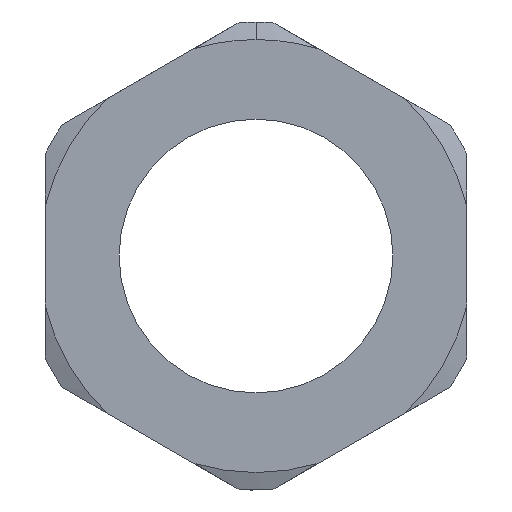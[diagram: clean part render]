
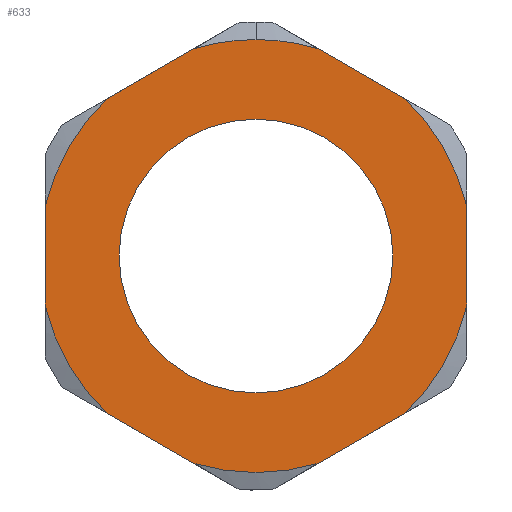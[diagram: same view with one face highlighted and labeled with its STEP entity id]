
A CAD part, front view. The second image highlights one B-rep face of the part: STEP entity #633.
In plain terms, the highlighted planar face has unit normal (0, -1, 0).
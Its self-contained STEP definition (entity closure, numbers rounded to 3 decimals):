
#1 = CARTESIAN_POINT ( 'NONE',  ( -18., -6., 10.392 ) ) ;
#3 = VERTEX_POINT ( 'NONE', #456 ) ;
#10 = DIRECTION ( 'NONE',  ( 0., 1., 0. ) ) ;
#14 = LINE ( 'NONE', #317, #549 ) ;
#17 = ORIENTED_EDGE ( 'NONE', *, *, #18, .F. ) ;
#18 = EDGE_CURVE ( 'NONE', #475, #113, #765, .T. ) ;
#32 = DIRECTION ( 'NONE',  ( 0., 0., 1. ) ) ;
#47 = LINE ( 'NONE', #356, #143 ) ;
#53 = VERTEX_POINT ( 'NONE', #314 ) ;
#65 = CARTESIAN_POINT ( 'NONE',  ( -12.7, -6., 13.452 ) ) ;
#66 = VECTOR ( 'NONE', #90, 1000. ) ;
#72 = CARTESIAN_POINT ( 'NONE',  ( 12.7, -6., -13.452 ) ) ;
#82 = PLANE ( 'NONE',  #112 ) ;
#84 = AXIS2_PLACEMENT_3D ( 'NONE', #240, #392, #537 ) ;
#86 = AXIS2_PLACEMENT_3D ( 'NONE', #230, #146, #600 ) ;
#88 = ORIENTED_EDGE ( 'NONE', *, *, #743, .T. ) ;
#90 = DIRECTION ( 'NONE',  ( 0.866, 0., 0.5 ) ) ;
#97 = CARTESIAN_POINT ( 'NONE',  ( 5.3, -6., -17.724 ) ) ;
#101 = DIRECTION ( 'NONE',  ( 0., 1., 0. ) ) ;
#108 = VERTEX_POINT ( 'NONE', #408 ) ;
#111 = CARTESIAN_POINT ( 'NONE',  ( 0., -6., 0. ) ) ;
#112 = AXIS2_PLACEMENT_3D ( 'NONE', #744, #10, #825 ) ;
#113 = VERTEX_POINT ( 'NONE', #875 ) ;
#120 = DIRECTION ( 'NONE',  ( 0., 0., -1. ) ) ;
#143 = VECTOR ( 'NONE', #120, 1000. ) ;
#146 = DIRECTION ( 'NONE',  ( 0., 1., 0. ) ) ;
#149 = EDGE_CURVE ( 'NONE', #948, #185, #682, .T. ) ;
#153 = DIRECTION ( 'NONE',  ( -0.866, 0., 0.5 ) ) ;
#166 = DIRECTION ( 'NONE',  ( 0., 0., 1. ) ) ;
#170 = DIRECTION ( 'NONE',  ( 0., 1., 0. ) ) ;
#183 = EDGE_CURVE ( 'NONE', #247, #948, #450, .T. ) ;
#185 = VERTEX_POINT ( 'NONE', #373 ) ;
#191 = ORIENTED_EDGE ( 'NONE', *, *, #838, .F. ) ;
#211 = FACE_BOUND ( 'NONE', #573, .T. ) ;
#217 = CARTESIAN_POINT ( 'NONE',  ( -5.3, -6., 17.724 ) ) ;
#223 = AXIS2_PLACEMENT_3D ( 'NONE', #517, #973, #820 ) ;
#227 = ORIENTED_EDGE ( 'NONE', *, *, #149, .F. ) ;
#228 = LINE ( 'NONE', #831, #538 ) ;
#230 = CARTESIAN_POINT ( 'NONE',  ( 0., -6., 0. ) ) ;
#233 = EDGE_CURVE ( 'NONE', #53, #910, #370, .T. ) ;
#238 = CIRCLE ( 'NONE', #803, 18.5 ) ;
#240 = CARTESIAN_POINT ( 'NONE',  ( 0., -6., 0. ) ) ;
#242 = CARTESIAN_POINT ( 'NONE',  ( 0., -6., 11.7 ) ) ;
#247 = VERTEX_POINT ( 'NONE', #65 ) ;
#263 = CARTESIAN_POINT ( 'NONE',  ( -5.3, -6., -17.724 ) ) ;
#270 = CARTESIAN_POINT ( 'NONE',  ( 5.3, -6., 17.724 ) ) ;
#291 = AXIS2_PLACEMENT_3D ( 'NONE', #895, #375, #683 ) ;
#297 = EDGE_LOOP ( 'NONE', ( #784, #17, #620, #227, #959, #191, #613, #869, #398, #609, #396, #718, #667 ) ) ;
#314 = CARTESIAN_POINT ( 'NONE',  ( 18., -6., -4.272 ) ) ;
#317 = CARTESIAN_POINT ( 'NONE',  ( 18., -6., -10.392 ) ) ;
#325 = VECTOR ( 'NONE', #866, 1000. ) ;
#331 = VERTEX_POINT ( 'NONE', #242 ) ;
#354 = VERTEX_POINT ( 'NONE', #480 ) ;
#355 = AXIS2_PLACEMENT_3D ( 'NONE', #111, #563, #937 ) ;
#356 = CARTESIAN_POINT ( 'NONE',  ( 18., -6., 10.392 ) ) ;
#364 = CARTESIAN_POINT ( 'NONE',  ( -18., -6., 4.272 ) ) ;
#370 = CIRCLE ( 'NONE', #86, 18.5 ) ;
#373 = CARTESIAN_POINT ( 'NONE',  ( 0., -6., 18.5 ) ) ;
#375 = DIRECTION ( 'NONE',  ( 0., 1., 0. ) ) ;
#382 = EDGE_CURVE ( 'NONE', #439, #399, #551, .T. ) ;
#392 = DIRECTION ( 'NONE',  ( 0., 1., 0. ) ) ;
#396 = ORIENTED_EDGE ( 'NONE', *, *, #766, .F. ) ;
#397 = DIRECTION ( 'NONE',  ( 0., 0., 1. ) ) ;
#398 = ORIENTED_EDGE ( 'NONE', *, *, #720, .F. ) ;
#399 = VERTEX_POINT ( 'NONE', #263 ) ;
#400 = EDGE_CURVE ( 'NONE', #185, #475, #679, .T. ) ;
#408 = CARTESIAN_POINT ( 'NONE',  ( 18., -6., 4.272 ) ) ;
#435 = LINE ( 'NONE', #560, #325 ) ;
#439 = VERTEX_POINT ( 'NONE', #97 ) ;
#450 = LINE ( 'NONE', #1, #66 ) ;
#456 = CARTESIAN_POINT ( 'NONE',  ( -12.7, -6., -13.452 ) ) ;
#465 = ORIENTED_EDGE ( 'NONE', *, *, #945, .T. ) ;
#475 = VERTEX_POINT ( 'NONE', #270 ) ;
#480 = CARTESIAN_POINT ( 'NONE',  ( -18., -6., -4.272 ) ) ;
#488 = EDGE_CURVE ( 'NONE', #108, #53, #47, .T. ) ;
#517 = CARTESIAN_POINT ( 'NONE',  ( 0., -6., 0. ) ) ;
#521 = FACE_OUTER_BOUND ( 'NONE', #297, .T. ) ;
#537 = DIRECTION ( 'NONE',  ( 0., 0., 1. ) ) ;
#538 = VECTOR ( 'NONE', #153, 1000. ) ;
#549 = VECTOR ( 'NONE', #611, 1000. ) ;
#551 = CIRCLE ( 'NONE', #721, 18.5 ) ;
#552 = CARTESIAN_POINT ( 'NONE',  ( 0., -6., 0. ) ) ;
#560 = CARTESIAN_POINT ( 'NONE',  ( -18., -6., -10.392 ) ) ;
#562 = DIRECTION ( 'NONE',  ( 0., 1., 0. ) ) ;
#563 = DIRECTION ( 'NONE',  ( 0., 1., 0. ) ) ;
#573 = EDGE_LOOP ( 'NONE', ( #88, #465 ) ) ;
#577 = EDGE_CURVE ( 'NONE', #354, #954, #435, .T. ) ;
#600 = DIRECTION ( 'NONE',  ( 0., 0., 1. ) ) ;
#609 = ORIENTED_EDGE ( 'NONE', *, *, #382, .F. ) ;
#611 = DIRECTION ( 'NONE',  ( -0.866, 0., -0.5 ) ) ;
#613 = ORIENTED_EDGE ( 'NONE', *, *, #577, .F. ) ;
#620 = ORIENTED_EDGE ( 'NONE', *, *, #400, .F. ) ;
#626 = EDGE_CURVE ( 'NONE', #3, #354, #841, .T. ) ;
#630 = VECTOR ( 'NONE', #699, 1000. ) ;
#633 = ADVANCED_FACE ( 'NONE', ( #211, #521 ), #82, .F. ) ;
#635 = CARTESIAN_POINT ( 'NONE',  ( 0., -6., 0. ) ) ;
#640 = DIRECTION ( 'NONE',  ( 0., 0., 1. ) ) ;
#661 = CIRCLE ( 'NONE', #84, 11.7 ) ;
#667 = ORIENTED_EDGE ( 'NONE', *, *, #488, .F. ) ;
#679 = CIRCLE ( 'NONE', #805, 18.5 ) ;
#680 = CARTESIAN_POINT ( 'NONE',  ( 0., -6., 20.785 ) ) ;
#682 = CIRCLE ( 'NONE', #355, 18.5 ) ;
#683 = DIRECTION ( 'NONE',  ( 0., 0., 1. ) ) ;
#688 = CARTESIAN_POINT ( 'NONE',  ( 0., -6., 0. ) ) ;
#699 = DIRECTION ( 'NONE',  ( 0.866, 0., -0.5 ) ) ;
#708 = CIRCLE ( 'NONE', #756, 18.5 ) ;
#718 = ORIENTED_EDGE ( 'NONE', *, *, #233, .F. ) ;
#720 = EDGE_CURVE ( 'NONE', #399, #3, #228, .T. ) ;
#721 = AXIS2_PLACEMENT_3D ( 'NONE', #552, #170, #397 ) ;
#743 = EDGE_CURVE ( 'NONE', #331, #934, #661, .T. ) ;
#744 = CARTESIAN_POINT ( 'NONE',  ( 0., -6., 0. ) ) ;
#754 = EDGE_CURVE ( 'NONE', #113, #108, #708, .T. ) ;
#756 = AXIS2_PLACEMENT_3D ( 'NONE', #688, #916, #166 ) ;
#764 = CARTESIAN_POINT ( 'NONE',  ( 0., -6., 0. ) ) ;
#765 = LINE ( 'NONE', #680, #630 ) ;
#766 = EDGE_CURVE ( 'NONE', #910, #439, #14, .T. ) ;
#784 = ORIENTED_EDGE ( 'NONE', *, *, #754, .F. ) ;
#803 = AXIS2_PLACEMENT_3D ( 'NONE', #635, #562, #640 ) ;
#805 = AXIS2_PLACEMENT_3D ( 'NONE', #764, #101, #32 ) ;
#820 = DIRECTION ( 'NONE',  ( 0., 0., 1. ) ) ;
#825 = DIRECTION ( 'NONE',  ( 0., 0., 1. ) ) ;
#831 = CARTESIAN_POINT ( 'NONE',  ( 0., -6., -20.785 ) ) ;
#838 = EDGE_CURVE ( 'NONE', #954, #247, #238, .T. ) ;
#841 = CIRCLE ( 'NONE', #291, 18.5 ) ;
#866 = DIRECTION ( 'NONE',  ( 0., 0., 1. ) ) ;
#869 = ORIENTED_EDGE ( 'NONE', *, *, #626, .F. ) ;
#871 = CIRCLE ( 'NONE', #223, 11.7 ) ;
#875 = CARTESIAN_POINT ( 'NONE',  ( 12.7, -6., 13.452 ) ) ;
#895 = CARTESIAN_POINT ( 'NONE',  ( 0., -6., 0. ) ) ;
#896 = CARTESIAN_POINT ( 'NONE',  ( 0., -6., -11.7 ) ) ;
#910 = VERTEX_POINT ( 'NONE', #72 ) ;
#916 = DIRECTION ( 'NONE',  ( 0., 1., 0. ) ) ;
#934 = VERTEX_POINT ( 'NONE', #896 ) ;
#937 = DIRECTION ( 'NONE',  ( 0., 0., 1. ) ) ;
#945 = EDGE_CURVE ( 'NONE', #934, #331, #871, .T. ) ;
#948 = VERTEX_POINT ( 'NONE', #217 ) ;
#954 = VERTEX_POINT ( 'NONE', #364 ) ;
#959 = ORIENTED_EDGE ( 'NONE', *, *, #183, .F. ) ;
#973 = DIRECTION ( 'NONE',  ( 0., 1., 0. ) ) ;
